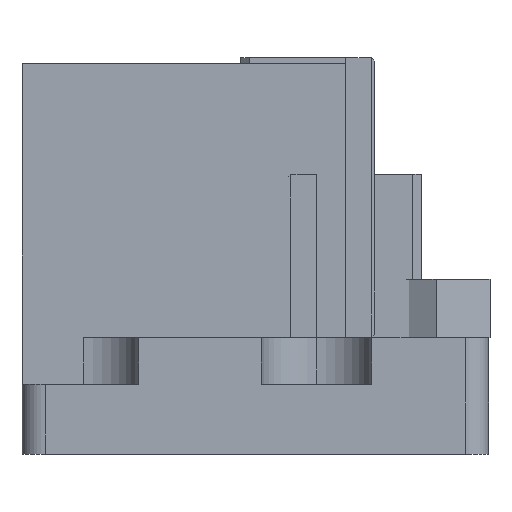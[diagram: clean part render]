
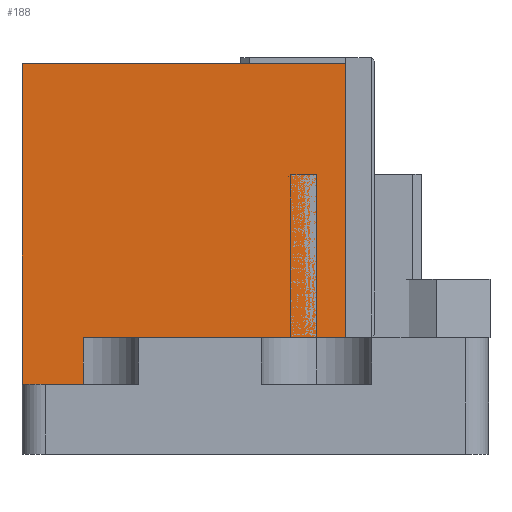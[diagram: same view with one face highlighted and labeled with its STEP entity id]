
A CAD part, front view. The second image highlights one B-rep face of the part: STEP entity #188.
In plain terms, the highlighted planar face has unit normal (0, -1, 0).
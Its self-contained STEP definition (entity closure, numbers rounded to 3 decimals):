
#188 = ADVANCED_FACE( '', ( #287 ), #288, .F. );
#287 = FACE_OUTER_BOUND( '', #478, .T. );
#288 = PLANE( '', #479 );
#478 = EDGE_LOOP( '', ( #776, #777, #778, #779, #780, #781, #782 ) );
#479 = AXIS2_PLACEMENT_3D( '', #783, #784, #785 );
#776 = ORIENTED_EDGE( '', *, *, #1327, .F. );
#777 = ORIENTED_EDGE( '', *, *, #1355, .F. );
#778 = ORIENTED_EDGE( '', *, *, #1347, .F. );
#779 = ORIENTED_EDGE( '', *, *, #1356, .T. );
#780 = ORIENTED_EDGE( '', *, *, #1357, .F. );
#781 = ORIENTED_EDGE( '', *, *, #1358, .T. );
#782 = ORIENTED_EDGE( '', *, *, #1291, .F. );
#783 = CARTESIAN_POINT( '', ( -50.5, -10.5, 67. ) );
#784 = DIRECTION( '', ( 0., 1., 0. ) );
#785 = DIRECTION( '', ( 0., 0., 1. ) );
#1291 = EDGE_CURVE( '', #1495, #1497, #1498, .T. );
#1327 = EDGE_CURVE( '', #1561, #1495, #1563, .T. );
#1347 = EDGE_CURVE( '', #1598, #1592, #1600, .T. );
#1355 = EDGE_CURVE( '', #1592, #1561, #1610, .T. );
#1356 = EDGE_CURVE( '', #1598, #1611, #1612, .T. );
#1357 = EDGE_CURVE( '', #1613, #1611, #1614, .T. );
#1358 = EDGE_CURVE( '', #1613, #1497, #1615, .T. );
#1495 = VERTEX_POINT( '', #1838 );
#1497 = VERTEX_POINT( '', #1840 );
#1498 = LINE( '', #1841, #1842 );
#1561 = VERTEX_POINT( '', #1936 );
#1563 = LINE( '', #1939, #1940 );
#1592 = VERTEX_POINT( '', #1981 );
#1598 = VERTEX_POINT( '', #1990 );
#1600 = LINE( '', #1993, #1994 );
#1610 = LINE( '', #2011, #2012 );
#1611 = VERTEX_POINT( '', #2013 );
#1612 = LINE( '', #2014, #2015 );
#1613 = VERTEX_POINT( '', #2016 );
#1614 = LINE( '', #2017, #2018 );
#1615 = LINE( '', #2019, #2020 );
#1838 = CARTESIAN_POINT( '', ( 0., -10.5, 20. ) );
#1840 = CARTESIAN_POINT( '', ( -40., -10.5, 20. ) );
#1841 = CARTESIAN_POINT( '', ( -50.5, -10.5, 20. ) );
#1842 = VECTOR( '', #2340, 1000. );
#1936 = CARTESIAN_POINT( '', ( 5., -10.5, 20. ) );
#1939 = CARTESIAN_POINT( '', ( -50.5, -10.5, 20. ) );
#1940 = VECTOR( '', #2382, 1000. );
#1981 = CARTESIAN_POINT( '', ( 5., -10.5, 67. ) );
#1990 = CARTESIAN_POINT( '', ( -50.5, -10.5, 67. ) );
#1993 = CARTESIAN_POINT( '', ( -50.5, -10.5, 67. ) );
#1994 = VECTOR( '', #2408, 1000. );
#2011 = CARTESIAN_POINT( '', ( 5., -10.5, 67. ) );
#2012 = VECTOR( '', #2416, 1000. );
#2013 = CARTESIAN_POINT( '', ( -50.5, -10.5, 12. ) );
#2014 = CARTESIAN_POINT( '', ( -50.5, -10.5, 67. ) );
#2015 = VECTOR( '', #2417, 1000. );
#2016 = CARTESIAN_POINT( '', ( -40., -10.5, 12. ) );
#2017 = CARTESIAN_POINT( '', ( -40., -10.5, 12. ) );
#2018 = VECTOR( '', #2418, 1000. );
#2019 = CARTESIAN_POINT( '', ( -40., -10.5, 12. ) );
#2020 = VECTOR( '', #2419, 1000. );
#2340 = DIRECTION( '', ( -1., 0., 0. ) );
#2382 = DIRECTION( '', ( -1., 0., 0. ) );
#2408 = DIRECTION( '', ( 1., 0., 0. ) );
#2416 = DIRECTION( '', ( 0., 0., -1. ) );
#2417 = DIRECTION( '', ( 0., 0., -1. ) );
#2418 = DIRECTION( '', ( -1., 0., 0. ) );
#2419 = DIRECTION( '', ( 0., 0., 1. ) );
